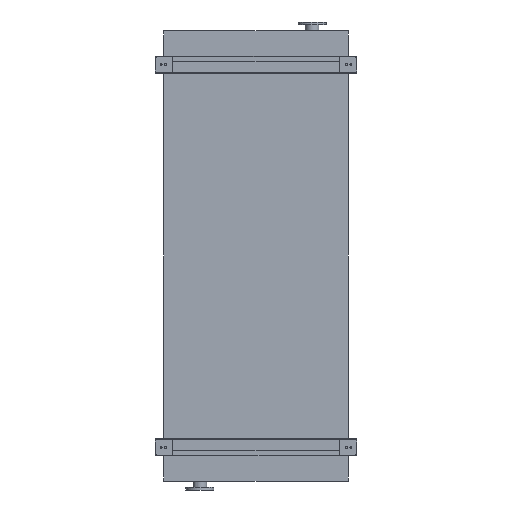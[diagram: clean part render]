
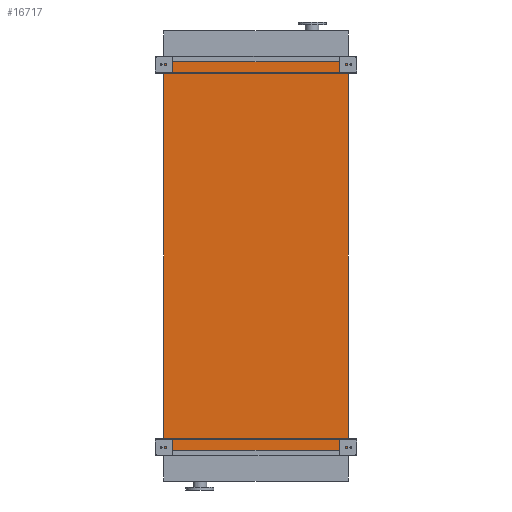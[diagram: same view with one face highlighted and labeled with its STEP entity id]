
A CAD part, front view. The second image highlights one B-rep face of the part: STEP entity #16717.
In plain terms, the highlighted planar face has unit normal (0, -1, 0).
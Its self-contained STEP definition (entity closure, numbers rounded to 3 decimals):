
#298 = ORIENTED_EDGE ( 'NONE', *, *, #12022, .F. ) ;
#1329 = LINE ( 'NONE', #2821, #6281 ) ;
#2020 = ORIENTED_EDGE ( 'NONE', *, *, #7104, .F. ) ;
#2081 = AXIS2_PLACEMENT_3D ( 'NONE', #17206, #6219, #19115 ) ;
#2821 = CARTESIAN_POINT ( 'NONE',  ( -725., 0., -3050. ) ) ;
#2968 = FACE_OUTER_BOUND ( 'NONE', #13778, .T. ) ;
#4405 = CARTESIAN_POINT ( 'NONE',  ( -725., 0., -3050. ) ) ;
#4830 = VERTEX_POINT ( 'NONE', #5996 ) ;
#5996 = CARTESIAN_POINT ( 'NONE',  ( 725., 0., 0. ) ) ;
#6219 = DIRECTION ( 'NONE',  ( 0., -1., 0. ) ) ;
#6278 = EDGE_CURVE ( 'NONE', #21921, #4830, #14320, .T. ) ;
#6281 = VECTOR ( 'NONE', #8455, 1000. ) ;
#6908 = CARTESIAN_POINT ( 'NONE',  ( 725., 0., -3050. ) ) ;
#7104 = EDGE_CURVE ( 'NONE', #16060, #15456, #10632, .T. ) ;
#7784 = LINE ( 'NONE', #11520, #16927 ) ;
#8084 = DIRECTION ( 'NONE',  ( 0., 0., 1. ) ) ;
#8455 = DIRECTION ( 'NONE',  ( 1., 0., 0. ) ) ;
#10632 = LINE ( 'NONE', #4405, #20432 ) ;
#11520 = CARTESIAN_POINT ( 'NONE',  ( -725., 0., 0. ) ) ;
#11731 = PLANE ( 'NONE',  #2081 ) ;
#11911 = ORIENTED_EDGE ( 'NONE', *, *, #14525, .T. ) ;
#12022 = EDGE_CURVE ( 'NONE', #15456, #4830, #7784, .T. ) ;
#13778 = EDGE_LOOP ( 'NONE', ( #298, #2020, #11911, #16695 ) ) ;
#14000 = CARTESIAN_POINT ( 'NONE',  ( -725., 0., 0. ) ) ;
#14320 = LINE ( 'NONE', #21886, #18699 ) ;
#14525 = EDGE_CURVE ( 'NONE', #16060, #21921, #1329, .T. ) ;
#15119 = DIRECTION ( 'NONE',  ( 1., 0., 0. ) ) ;
#15456 = VERTEX_POINT ( 'NONE', #14000 ) ;
#16060 = VERTEX_POINT ( 'NONE', #22294 ) ;
#16695 = ORIENTED_EDGE ( 'NONE', *, *, #6278, .T. ) ;
#16717 = ADVANCED_FACE ( 'NONE', ( #2968 ), #11731, .T. ) ;
#16927 = VECTOR ( 'NONE', #15119, 1000. ) ;
#17206 = CARTESIAN_POINT ( 'NONE',  ( -725., 0., -3050. ) ) ;
#18699 = VECTOR ( 'NONE', #23716, 1000. ) ;
#19115 = DIRECTION ( 'NONE',  ( 0., 0., -1. ) ) ;
#20432 = VECTOR ( 'NONE', #8084, 1000. ) ;
#21886 = CARTESIAN_POINT ( 'NONE',  ( 725., 0., -3050. ) ) ;
#21921 = VERTEX_POINT ( 'NONE', #6908 ) ;
#22294 = CARTESIAN_POINT ( 'NONE',  ( -725., 0., -3050. ) ) ;
#23716 = DIRECTION ( 'NONE',  ( 0., 0., 1. ) ) ;
